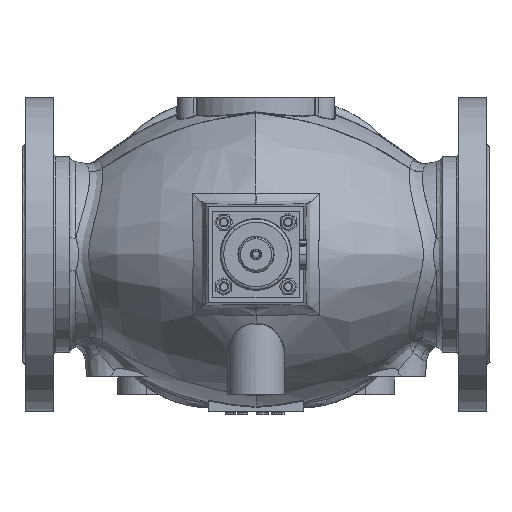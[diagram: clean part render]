
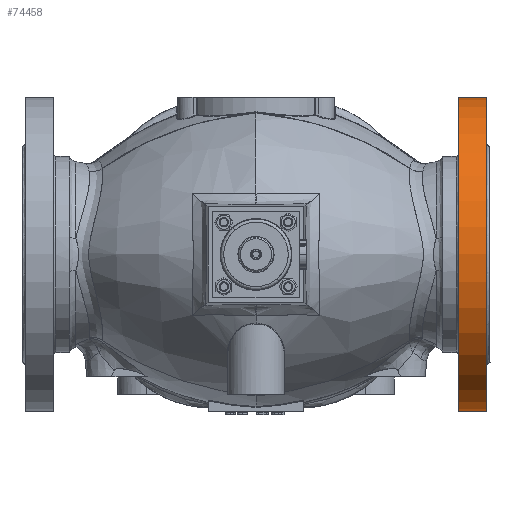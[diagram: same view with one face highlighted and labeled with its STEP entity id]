
A CAD part, front view. The second image highlights one B-rep face of the part: STEP entity #74458.
In plain terms, the highlighted cylindrical face has radius 100 mm (diameter 200 mm), a partial arc.
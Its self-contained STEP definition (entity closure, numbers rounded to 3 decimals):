
#3196 = VERTEX_POINT ( 'NONE', #66038 ) ;
#4514 = EDGE_CURVE ( 'NONE', #80838, #82496, #85376, .T. ) ;
#12436 = ORIENTED_EDGE ( 'NONE', *, *, #4514, .T. ) ;
#13529 = AXIS2_PLACEMENT_3D ( 'NONE', #48744, #134448, #61064 ) ;
#15271 = AXIS2_PLACEMENT_3D ( 'NONE', #104482, #43389, #18796 ) ;
#18796 = DIRECTION ( 'NONE',  ( 0., 0., -1. ) ) ;
#26875 = CARTESIAN_POINT ( 'NONE',  ( 92.687, 114.35, -31.529 ) ) ;
#37732 = CARTESIAN_POINT ( 'NONE',  ( 92.687, 114.35, 168.471 ) ) ;
#40337 = VECTOR ( 'NONE', #109528, 1000. ) ;
#43389 = DIRECTION ( 'NONE',  ( 1., 0., 0. ) ) ;
#44539 = ORIENTED_EDGE ( 'NONE', *, *, #48233, .T. ) ;
#48233 = EDGE_CURVE ( 'NONE', #82496, #85903, #72928, .T. ) ;
#48744 = CARTESIAN_POINT ( 'NONE',  ( 121.187, 114.35, 68.471 ) ) ;
#51664 = DIRECTION ( 'NONE',  ( 1., 0., 0. ) ) ;
#56524 = LINE ( 'NONE', #26875, #117869 ) ;
#61064 = DIRECTION ( 'NONE',  ( 0., 0., -1. ) ) ;
#66038 = CARTESIAN_POINT ( 'NONE',  ( 103.187, 114.35, -31.529 ) ) ;
#72928 = LINE ( 'NONE', #37732, #40337 ) ;
#74435 = EDGE_CURVE ( 'NONE', #3196, #80838, #56524, .T. ) ;
#74458 = ADVANCED_FACE ( 'NONE', ( #114041 ), #81387, .T. ) ;
#80838 = VERTEX_POINT ( 'NONE', #153240 ) ;
#81387 = CYLINDRICAL_SURFACE ( 'NONE', #15271, 100. ) ;
#82496 = VERTEX_POINT ( 'NONE', #99722 ) ;
#85376 = CIRCLE ( 'NONE', #13529, 100. ) ;
#85903 = VERTEX_POINT ( 'NONE', #101627 ) ;
#97091 = ORIENTED_EDGE ( 'NONE', *, *, #74435, .T. ) ;
#99722 = CARTESIAN_POINT ( 'NONE',  ( 121.187, 114.35, 168.471 ) ) ;
#101627 = CARTESIAN_POINT ( 'NONE',  ( 103.187, 114.35, 168.471 ) ) ;
#104482 = CARTESIAN_POINT ( 'NONE',  ( 92.687, 114.35, 68.471 ) ) ;
#106115 = AXIS2_PLACEMENT_3D ( 'NONE', #125055, #51664, #137355 ) ;
#106345 = EDGE_LOOP ( 'NONE', ( #97091, #12436, #44539, #147216 ) ) ;
#109528 = DIRECTION ( 'NONE',  ( -1., 0., 0. ) ) ;
#114041 = FACE_OUTER_BOUND ( 'NONE', #106345, .T. ) ;
#117869 = VECTOR ( 'NONE', #151597, 1000. ) ;
#125055 = CARTESIAN_POINT ( 'NONE',  ( 103.187, 114.35, 68.471 ) ) ;
#134448 = DIRECTION ( 'NONE',  ( -1., 0., 0. ) ) ;
#137355 = DIRECTION ( 'NONE',  ( 0., 0., -1. ) ) ;
#147216 = ORIENTED_EDGE ( 'NONE', *, *, #155702, .T. ) ;
#151597 = DIRECTION ( 'NONE',  ( 1., 0., 0. ) ) ;
#153240 = CARTESIAN_POINT ( 'NONE',  ( 121.187, 114.35, -31.529 ) ) ;
#154860 = CIRCLE ( 'NONE', #106115, 100. ) ;
#155702 = EDGE_CURVE ( 'NONE', #85903, #3196, #154860, .T. ) ;
